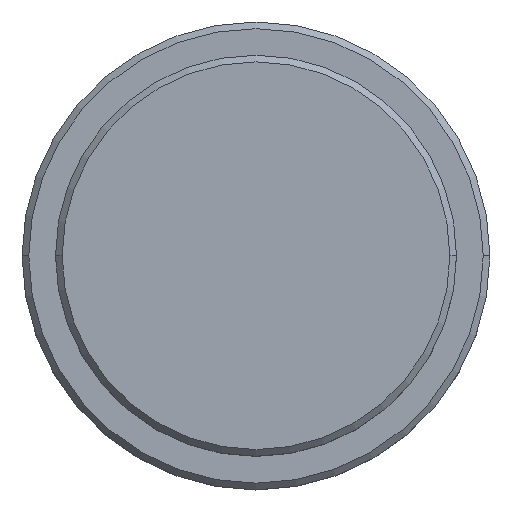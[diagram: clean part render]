
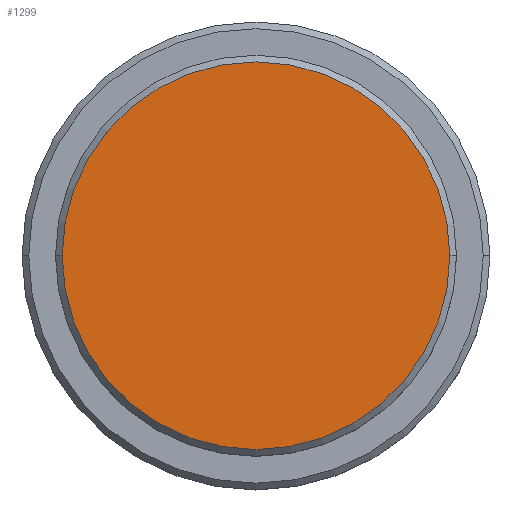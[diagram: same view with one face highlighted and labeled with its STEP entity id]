
A CAD part, top view. The second image highlights one B-rep face of the part: STEP entity #1299.
In plain terms, the highlighted planar face has unit normal (0, 0, 1).
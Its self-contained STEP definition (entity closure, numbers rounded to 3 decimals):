
#26 = PLANE ( 'NONE',  #958 ) ;
#120 = VERTEX_POINT ( 'NONE', #1259 ) ;
#151 = DIRECTION ( 'NONE',  ( 1., 0., 0. ) ) ;
#170 = DIRECTION ( 'NONE',  ( 1., 0., 0. ) ) ;
#252 = DIRECTION ( 'NONE',  ( 0., 0., 1. ) ) ;
#254 = FACE_OUTER_BOUND ( 'NONE', #650, .T. ) ;
#546 = ORIENTED_EDGE ( 'NONE', *, *, #1112, .T. ) ;
#650 = EDGE_LOOP ( 'NONE', ( #546, #1078 ) ) ;
#684 = AXIS2_PLACEMENT_3D ( 'NONE', #1044, #830, #1255 ) ;
#811 = DIRECTION ( 'NONE',  ( 0., 0., 1. ) ) ;
#830 = DIRECTION ( 'NONE',  ( 0., 0., 1. ) ) ;
#847 = CIRCLE ( 'NONE', #1000, 14.5 ) ;
#958 = AXIS2_PLACEMENT_3D ( 'NONE', #1008, #811, #151 ) ;
#1000 = AXIS2_PLACEMENT_3D ( 'NONE', #1329, #252, #170 ) ;
#1008 = CARTESIAN_POINT ( 'NONE',  ( 0., 0., 0. ) ) ;
#1010 = EDGE_CURVE ( 'NONE', #1162, #120, #847, .T. ) ;
#1044 = CARTESIAN_POINT ( 'NONE',  ( 0., 0., 0. ) ) ;
#1078 = ORIENTED_EDGE ( 'NONE', *, *, #1010, .T. ) ;
#1112 = EDGE_CURVE ( 'NONE', #120, #1162, #1293, .T. ) ;
#1162 = VERTEX_POINT ( 'NONE', #1268 ) ;
#1255 = DIRECTION ( 'NONE',  ( 1., 0., 0. ) ) ;
#1259 = CARTESIAN_POINT ( 'NONE',  ( -14.5, 0., 0. ) ) ;
#1268 = CARTESIAN_POINT ( 'NONE',  ( 14.5, 0., 0. ) ) ;
#1293 = CIRCLE ( 'NONE', #684, 14.5 ) ;
#1299 = ADVANCED_FACE ( 'NONE', ( #254 ), #26, .T. ) ;
#1329 = CARTESIAN_POINT ( 'NONE',  ( 0., 0., 0. ) ) ;
